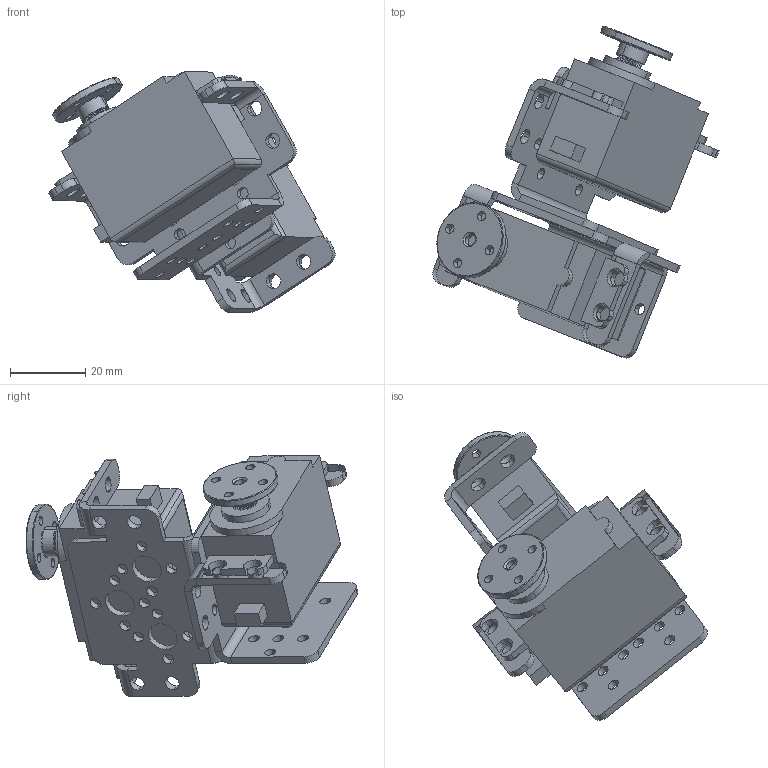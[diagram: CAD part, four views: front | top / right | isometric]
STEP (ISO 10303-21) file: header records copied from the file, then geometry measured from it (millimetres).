
FILE_DESCRIPTION (( 'STEP AP203' ), '1' );
FILE_NAME ('Joint_5_modelo_6R.ipt_Predeterminado_sldprt.STEP', '2020-07-01T22:03:05', ( '' ), ( '' ), 'SwSTEP 2.0', 'SolidWorks 2020', '' );
FILE_SCHEMA (( 'CONFIG_CONTROL_DESIGN' ));
Length unit declared in the file: millimetre
Products named in the file (1): Joint_5_modelo_6R.ipt_Predeterminado_sldprt
Bounding box: 75.95 x 88.04 x 63.99 mm (x, y, z)
Volume: 64184.1 mm3; surface area: 25893.8 mm2
Topology: 1 solids, 1 shells, 579 faces, 1600 edges, 1024 vertices
Faces by surface type: cylinder 308, plane 251, torus 16, cone 4
Entity records: 18865 total; most frequent: DIRECTION 3390, CARTESIAN_POINT 3252, ORIENTED_EDGE 3200, EDGE_CURVE 1600, AXIS2_PLACEMENT_3D 1226, VERTEX_POINT 1024, VECTOR 938, LINE 938
